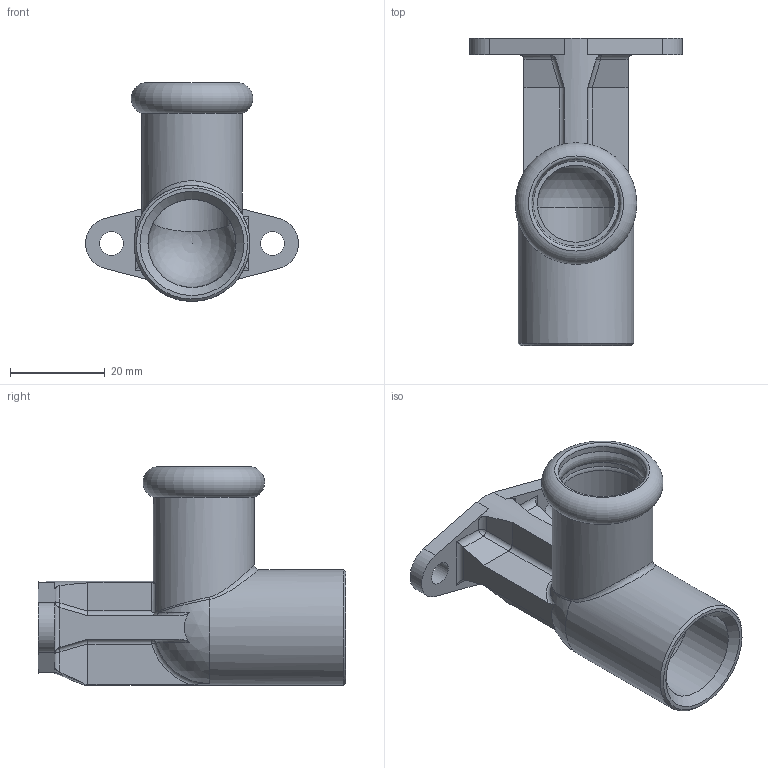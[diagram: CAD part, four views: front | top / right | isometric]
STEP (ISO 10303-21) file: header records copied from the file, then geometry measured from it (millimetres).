
FILE_DESCRIPTION(/* description */ ('GOMITO CON FLANGIA 1/2"x18 + distanziale (Wall plate elbow 1/2"x18+ extension)'),/* implementation_level */ '2;1');
FILE_NAME(/* name */ '185102118_Inoxpres.stp',/* time_stamp */ '2022-10-11T15:02:19+02:00',/* author */ ('Vault'),/* organization */ ('Raccorderie metalliche s.p.a. '),/* preprocessor_version */ 'ST-DEVELOPER v18.1',/* originating_system */ 'Autodesk Inventor 2020',/* authorisation */ 'Raccorderie metalliche s.p.a. ');
FILE_SCHEMA (('AUTOMOTIVE_DESIGN { 1 0 10303 214 3 1 1 }'));
Length unit declared in the file: millimetre
Products named in the file (1): 185102118_Inoxpres
Bounding box: 45 x 65 x 46.24 mm (x, y, z)
Volume: 17225.3 mm3; surface area: 11636.7 mm2
Topology: 1 solids, 1 shells, 93 faces, 256 edges, 160 vertices
Faces by surface type: cylinder 34, plane 29, torus 12, bspline 7, sphere 7, cone 4
Full cylindrical faces by diameter (mm): 5 x2, 16.3 x1, 18.3 x1, 18.6 x1, 18.631 x1, 18.7 x2, 21.3 x1, 24.5 x1
Entity records: 3366 total; most frequent: CARTESIAN_POINT 964, DIRECTION 509, ORIENTED_EDGE 502, EDGE_CURVE 251, AXIS2_PLACEMENT_3D 207, VERTEX_POINT 160, EDGE_LOOP 99, LINE 95
